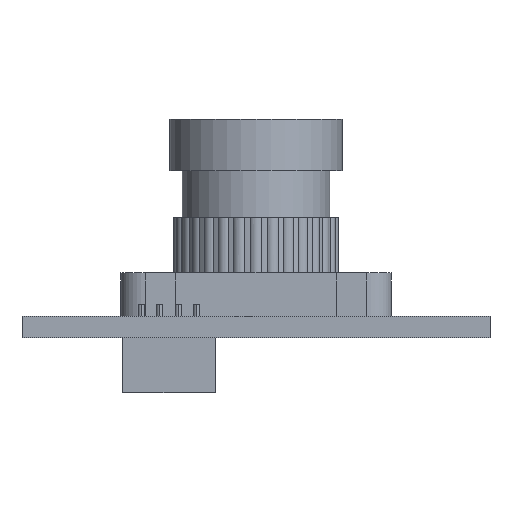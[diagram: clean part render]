
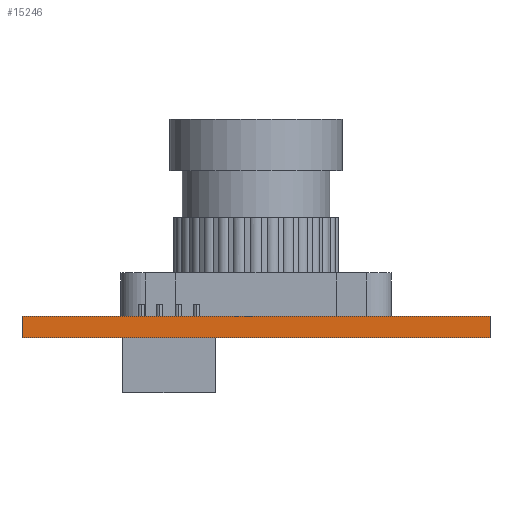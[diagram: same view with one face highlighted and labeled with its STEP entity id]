
A CAD part, front view. The second image highlights one B-rep face of the part: STEP entity #15246.
In plain terms, the highlighted planar face has unit normal (0, -1, 0).
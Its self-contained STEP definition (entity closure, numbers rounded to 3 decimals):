
#496 = ORIENTED_EDGE ( 'NONE', *, *, #13690, .T. ) ;
#1085 = DIRECTION ( 'NONE',  ( 0., 0., 1. ) ) ;
#1224 = VECTOR ( 'NONE', #1085, 1000. ) ;
#1323 = LINE ( 'NONE', #9681, #9057 ) ;
#1881 = FACE_OUTER_BOUND ( 'NONE', #16029, .T. ) ;
#1896 = LINE ( 'NONE', #8473, #4673 ) ;
#1982 = VERTEX_POINT ( 'NONE', #11929 ) ;
#2917 = ORIENTED_EDGE ( 'NONE', *, *, #2965, .F. ) ;
#2965 = EDGE_CURVE ( 'NONE', #1982, #12926, #1323, .T. ) ;
#3065 = DIRECTION ( 'NONE',  ( 0., -1., 0. ) ) ;
#3290 = CARTESIAN_POINT ( 'NONE',  ( 19., -19., -1.742 ) ) ;
#4673 = VECTOR ( 'NONE', #9003, 1000. ) ;
#5343 = CARTESIAN_POINT ( 'NONE',  ( -19., -19., -1.742 ) ) ;
#6376 = VERTEX_POINT ( 'NONE', #14939 ) ;
#6646 = CARTESIAN_POINT ( 'NONE',  ( 19., -19., 0. ) ) ;
#7225 = VECTOR ( 'NONE', #16929, 1000. ) ;
#8473 = CARTESIAN_POINT ( 'NONE',  ( 19., -19., -1.742 ) ) ;
#9003 = DIRECTION ( 'NONE',  ( 0., 0., 1. ) ) ;
#9057 = VECTOR ( 'NONE', #11288, 1000. ) ;
#9681 = CARTESIAN_POINT ( 'NONE',  ( 19., -19., -1.742 ) ) ;
#10411 = LINE ( 'NONE', #15227, #7225 ) ;
#11288 = DIRECTION ( 'NONE',  ( -1., 0., 0. ) ) ;
#11929 = CARTESIAN_POINT ( 'NONE',  ( 19., -19., -1.742 ) ) ;
#12390 = ORIENTED_EDGE ( 'NONE', *, *, #17933, .F. ) ;
#12926 = VERTEX_POINT ( 'NONE', #5343 ) ;
#12935 = LINE ( 'NONE', #14057, #1224 ) ;
#13690 = EDGE_CURVE ( 'NONE', #15118, #6376, #10411, .T. ) ;
#14057 = CARTESIAN_POINT ( 'NONE',  ( -19., -19., -1.742 ) ) ;
#14543 = PLANE ( 'NONE',  #20609 ) ;
#14939 = CARTESIAN_POINT ( 'NONE',  ( -19., -19., 0. ) ) ;
#15118 = VERTEX_POINT ( 'NONE', #6646 ) ;
#15227 = CARTESIAN_POINT ( 'NONE',  ( 19., -19., 0. ) ) ;
#15246 = ADVANCED_FACE ( 'NONE', ( #1881 ), #14543, .T. ) ;
#16029 = EDGE_LOOP ( 'NONE', ( #21149, #496, #12390, #2917 ) ) ;
#16359 = DIRECTION ( 'NONE',  ( 0., 0., -1. ) ) ;
#16929 = DIRECTION ( 'NONE',  ( -1., 0., 0. ) ) ;
#17933 = EDGE_CURVE ( 'NONE', #12926, #6376, #12935, .T. ) ;
#18438 = EDGE_CURVE ( 'NONE', #1982, #15118, #1896, .T. ) ;
#20609 = AXIS2_PLACEMENT_3D ( 'NONE', #3290, #3065, #16359 ) ;
#21149 = ORIENTED_EDGE ( 'NONE', *, *, #18438, .T. ) ;
